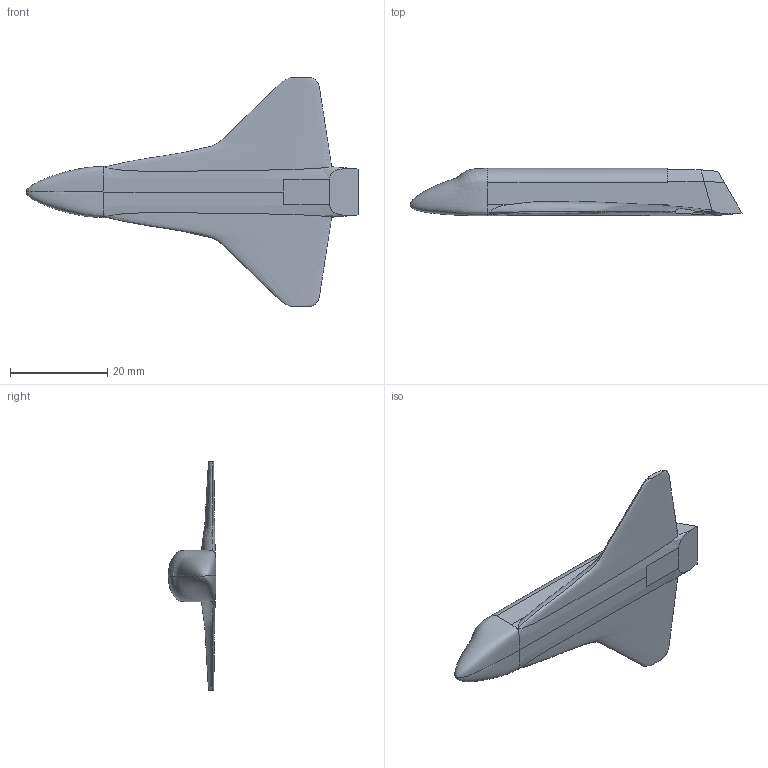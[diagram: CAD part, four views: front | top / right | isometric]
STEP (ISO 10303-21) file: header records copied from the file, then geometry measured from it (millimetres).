
FILE_DESCRIPTION (( 'STEP AP203' ), '1' );
FILE_NAME ('stuhhle.STEP', '2022-04-23T17:59:57', ( '' ), ( '' ), 'SwSTEP 2.0', 'SolidWorks 2021', '' );
FILE_SCHEMA (( 'CONFIG_CONTROL_DESIGN' ));
Length unit declared in the file: millimetre
Products named in the file (1): stuhhle
Bounding box: 68.25 x 9.75 x 47 mm (x, y, z)
Volume: 6589.9 mm3; surface area: 3651.9 mm2
Topology: 1 solids, 1 shells, 36 faces, 97 edges, 61 vertices
Faces by surface type: plane 22, bspline 14
Entity records: 29478 total; most frequent: CARTESIAN_POINT 28653, ORIENTED_EDGE 190, EDGE_CURVE 95, DIRECTION 91, VERTEX_POINT 61, B_SPLINE_CURVE_WITH_KNOTS 50, LINE 45, VECTOR 45
